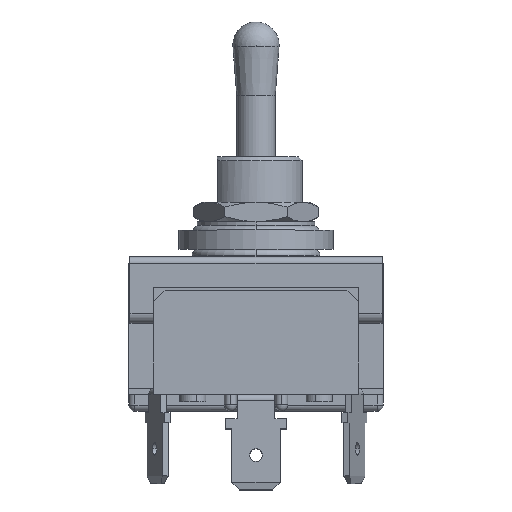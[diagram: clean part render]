
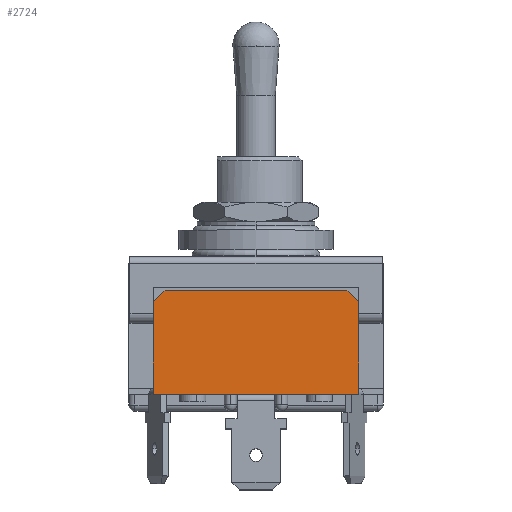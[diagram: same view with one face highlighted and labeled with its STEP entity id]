
A CAD part, top view. The second image highlights one B-rep face of the part: STEP entity #2724.
In plain terms, the highlighted planar face has unit normal (0, 0, 1).
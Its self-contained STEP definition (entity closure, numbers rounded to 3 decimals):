
#213 = EDGE_CURVE ( 'NONE', #926, #9859, #5279, .T. ) ;
#296 = ORIENTED_EDGE ( 'NONE', *, *, #4135, .T. ) ;
#926 = VERTEX_POINT ( 'NONE', #2552 ) ;
#1014 = CARTESIAN_POINT ( 'NONE',  ( -11.8, -3.5, 9.6 ) ) ;
#1130 = CARTESIAN_POINT ( 'NONE',  ( 13.3, -17., 9.6 ) ) ;
#1171 = VECTOR ( 'NONE', #2926, 1000. ) ;
#1551 = DIRECTION ( 'NONE',  ( 1., 0., 0. ) ) ;
#1934 = EDGE_CURVE ( 'NONE', #7603, #8116, #6569, .T. ) ;
#1965 = LINE ( 'NONE', #2616, #8989 ) ;
#2015 = LINE ( 'NONE', #7117, #6425 ) ;
#2345 = CARTESIAN_POINT ( 'NONE',  ( -13.3, -3.5, 9.6 ) ) ;
#2428 = ORIENTED_EDGE ( 'NONE', *, *, #1934, .T. ) ;
#2552 = CARTESIAN_POINT ( 'NONE',  ( 13.3, -5., 9.6 ) ) ;
#2616 = CARTESIAN_POINT ( 'NONE',  ( -13.3, -3.5, 9.6 ) ) ;
#2724 = ADVANCED_FACE ( 'NONE', ( #5925 ), #6177, .F. ) ;
#2926 = DIRECTION ( 'NONE',  ( -0.707, -0.707, 0. ) ) ;
#3247 = EDGE_CURVE ( 'NONE', #4839, #8987, #2015, .T. ) ;
#3529 = CARTESIAN_POINT ( 'NONE',  ( 13.3, -17., 9.6 ) ) ;
#3535 = CARTESIAN_POINT ( 'NONE',  ( -13.3, -5., 9.6 ) ) ;
#3549 = LINE ( 'NONE', #3529, #7367 ) ;
#4135 = EDGE_CURVE ( 'NONE', #8116, #4839, #7595, .T. ) ;
#4156 = AXIS2_PLACEMENT_3D ( 'NONE', #2345, #10037, #8555 ) ;
#4839 = VERTEX_POINT ( 'NONE', #7763 ) ;
#5279 = LINE ( 'NONE', #6440, #7130 ) ;
#5462 = CARTESIAN_POINT ( 'NONE',  ( 11.8, -3.5, 9.6 ) ) ;
#5526 = VECTOR ( 'NONE', #9474, 1000. ) ;
#5533 = DIRECTION ( 'NONE',  ( -0.707, 0.707, 0. ) ) ;
#5552 = ORIENTED_EDGE ( 'NONE', *, *, #213, .T. ) ;
#5897 = ORIENTED_EDGE ( 'NONE', *, *, #8306, .T. ) ;
#5925 = FACE_OUTER_BOUND ( 'NONE', #8471, .T. ) ;
#6177 = PLANE ( 'NONE',  #4156 ) ;
#6425 = VECTOR ( 'NONE', #1551, 1000. ) ;
#6440 = CARTESIAN_POINT ( 'NONE',  ( 11.8, -3.5, 9.6 ) ) ;
#6569 = LINE ( 'NONE', #3535, #1171 ) ;
#6947 = EDGE_CURVE ( 'NONE', #8987, #926, #3549, .T. ) ;
#7117 = CARTESIAN_POINT ( 'NONE',  ( -13.3, -17., 9.6 ) ) ;
#7130 = VECTOR ( 'NONE', #5533, 1000. ) ;
#7367 = VECTOR ( 'NONE', #7442, 1000. ) ;
#7442 = DIRECTION ( 'NONE',  ( 0., 1., 0. ) ) ;
#7595 = LINE ( 'NONE', #9506, #5526 ) ;
#7601 = ORIENTED_EDGE ( 'NONE', *, *, #6947, .T. ) ;
#7603 = VERTEX_POINT ( 'NONE', #1014 ) ;
#7754 = CARTESIAN_POINT ( 'NONE',  ( -13.3, -5., 9.6 ) ) ;
#7763 = CARTESIAN_POINT ( 'NONE',  ( -13.3, -17., 9.6 ) ) ;
#8116 = VERTEX_POINT ( 'NONE', #7754 ) ;
#8253 = ORIENTED_EDGE ( 'NONE', *, *, #3247, .T. ) ;
#8306 = EDGE_CURVE ( 'NONE', #9859, #7603, #1965, .T. ) ;
#8471 = EDGE_LOOP ( 'NONE', ( #7601, #5552, #5897, #2428, #296, #8253 ) ) ;
#8555 = DIRECTION ( 'NONE',  ( -1., 0., 0. ) ) ;
#8883 = DIRECTION ( 'NONE',  ( -1., 0., 0. ) ) ;
#8987 = VERTEX_POINT ( 'NONE', #1130 ) ;
#8989 = VECTOR ( 'NONE', #8883, 1000. ) ;
#9474 = DIRECTION ( 'NONE',  ( 0., -1., 0. ) ) ;
#9506 = CARTESIAN_POINT ( 'NONE',  ( -13.3, -17., 9.6 ) ) ;
#9859 = VERTEX_POINT ( 'NONE', #5462 ) ;
#10037 = DIRECTION ( 'NONE',  ( 0., 0., -1. ) ) ;
